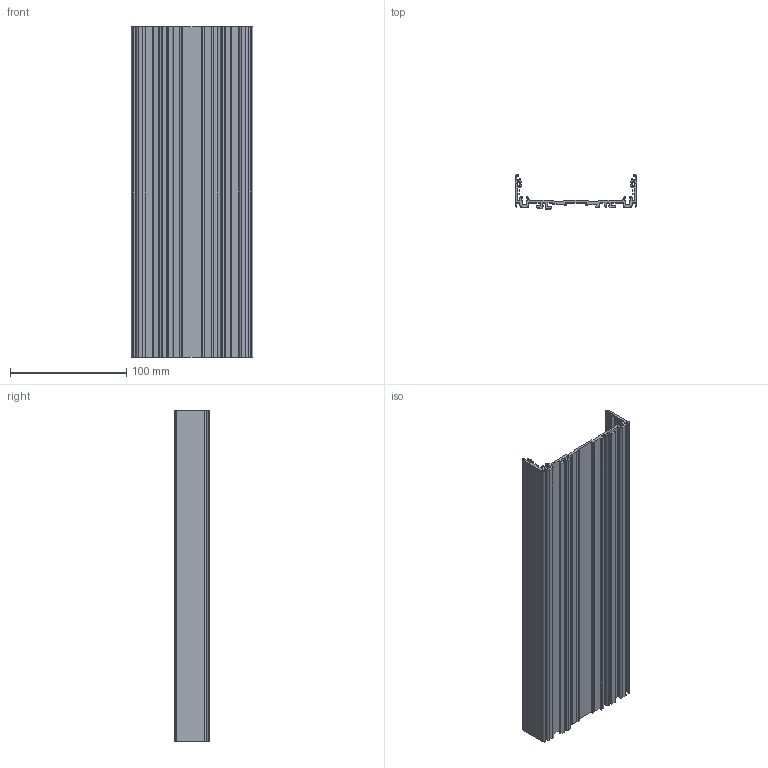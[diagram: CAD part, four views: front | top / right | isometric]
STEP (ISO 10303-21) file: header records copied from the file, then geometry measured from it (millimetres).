
FILE_DESCRIPTION(('FreeCAD Model'),'2;1');
FILE_NAME('Open CASCADE Shape Model','2023-04-04T11:46:31',(''),(''), 'Open CASCADE STEP processor 7.6','FreeCAD','Unknown');
FILE_SCHEMA(('AUTOMOTIVE_DESIGN { 1 0 10303 214 1 1 1 1 }'));
Length unit declared in the file: millimetre
Products named in the file (4): UM_ALU_4_100_5; Sketch; Body; Pad
Assembly tree (3 placements, depth 2):
  UM_ALU_4_100_5
    Sketch
    Body
    Pad
Bounding box: 105 x 29.35 x 285 mm (x, y, z)
Volume: 262936.2 mm3; surface area: 275575.8 mm2
Topology: 2 solids, 2 shells, 474 faces, 1645 edges, 1410 vertices
Faces by surface type: plane 290, cylinder 184
Entity records: 17754 total; most frequent: CARTESIAN_POINT 3533, DIRECTION 3061, ORIENTED_EDGE 2820, EDGE_CURVE 1410, LINE 1185, VECTOR 1185, VERTEX_POINT 940, AXIS2_PLACEMENT_3D 938
